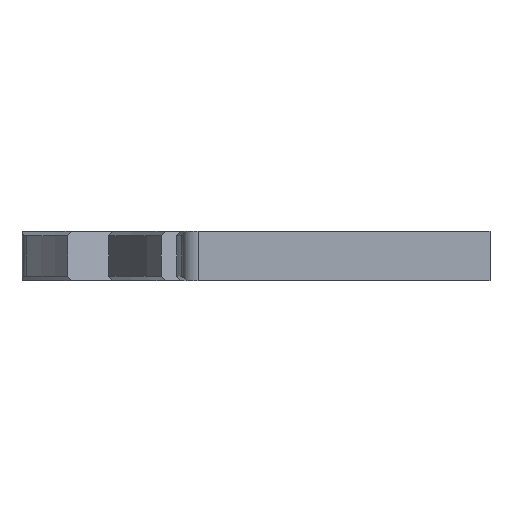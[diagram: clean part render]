
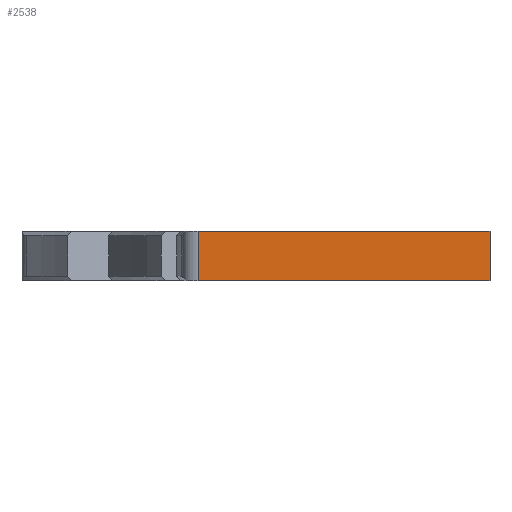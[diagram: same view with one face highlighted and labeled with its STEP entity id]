
A CAD part, front view. The second image highlights one B-rep face of the part: STEP entity #2538.
In plain terms, the highlighted planar face has unit normal (0, -1, 0).
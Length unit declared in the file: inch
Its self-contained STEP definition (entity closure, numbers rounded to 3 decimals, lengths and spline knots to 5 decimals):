
#149 = VERTEX_POINT ( 'NONE', #1428 ) ;
#212 = VERTEX_POINT ( 'NONE', #2219 ) ;
#240 = CARTESIAN_POINT ( 'NONE',  ( 4.219, 0., -0.3735 ) ) ;
#293 = CARTESIAN_POINT ( 'NONE',  ( 4.3422, 0., -0.3735 ) ) ;
#303 = DIRECTION ( 'NONE',  ( 0., 0., -1. ) ) ;
#348 = VERTEX_POINT ( 'NONE', #1840 ) ;
#377 = CARTESIAN_POINT ( 'NONE',  ( 4.219, 0., 0. ) ) ;
#457 = LINE ( 'NONE', #240, #1565 ) ;
#629 = LINE ( 'NONE', #377, #3031 ) ;
#836 = ORIENTED_EDGE ( 'NONE', *, *, #2236, .T. ) ;
#1023 = VERTEX_POINT ( 'NONE', #293 ) ;
#1121 = PLANE ( 'NONE',  #2732 ) ;
#1127 = ORIENTED_EDGE ( 'NONE', *, *, #2087, .F. ) ;
#1139 = DIRECTION ( 'NONE',  ( 0., 0., -1. ) ) ;
#1145 = VECTOR ( 'NONE', #3041, 39.37008 ) ;
#1226 = EDGE_CURVE ( 'NONE', #1023, #149, #457, .T. ) ;
#1242 = DIRECTION ( 'NONE',  ( 1., 0., 0. ) ) ;
#1428 = CARTESIAN_POINT ( 'NONE',  ( 6.5625, 0., -0.3735 ) ) ;
#1565 = VECTOR ( 'NONE', #2654, 39.37008 ) ;
#1651 = FACE_OUTER_BOUND ( 'NONE', #2389, .T. ) ;
#1681 = CARTESIAN_POINT ( 'NONE',  ( 4.3422, 0., -0.3425 ) ) ;
#1840 = CARTESIAN_POINT ( 'NONE',  ( 4.3422, 0., 0. ) ) ;
#1991 = CARTESIAN_POINT ( 'NONE',  ( 6.5625, 0., -0.3735 ) ) ;
#2087 = EDGE_CURVE ( 'NONE', #348, #212, #629, .T. ) ;
#2204 = CARTESIAN_POINT ( 'NONE',  ( 4.219, 0., -0.3735 ) ) ;
#2219 = CARTESIAN_POINT ( 'NONE',  ( 6.5625, 0., 0. ) ) ;
#2236 = EDGE_CURVE ( 'NONE', #149, #212, #2492, .T. ) ;
#2389 = EDGE_LOOP ( 'NONE', ( #1127, #2534, #2441, #836 ) ) ;
#2441 = ORIENTED_EDGE ( 'NONE', *, *, #1226, .T. ) ;
#2449 = VECTOR ( 'NONE', #303, 39.37008 ) ;
#2492 = LINE ( 'NONE', #1991, #1145 ) ;
#2534 = ORIENTED_EDGE ( 'NONE', *, *, #2826, .T. ) ;
#2538 = ADVANCED_FACE ( 'NONE', ( #1651 ), #1121, .T. ) ;
#2654 = DIRECTION ( 'NONE',  ( 1., 0., 0. ) ) ;
#2732 = AXIS2_PLACEMENT_3D ( 'NONE', #2204, #2787, #1139 ) ;
#2746 = LINE ( 'NONE', #1681, #2449 ) ;
#2787 = DIRECTION ( 'NONE',  ( 0., -1., 0. ) ) ;
#2826 = EDGE_CURVE ( 'NONE', #348, #1023, #2746, .T. ) ;
#3031 = VECTOR ( 'NONE', #1242, 39.37008 ) ;
#3041 = DIRECTION ( 'NONE',  ( 0., 0., 1. ) ) ;
